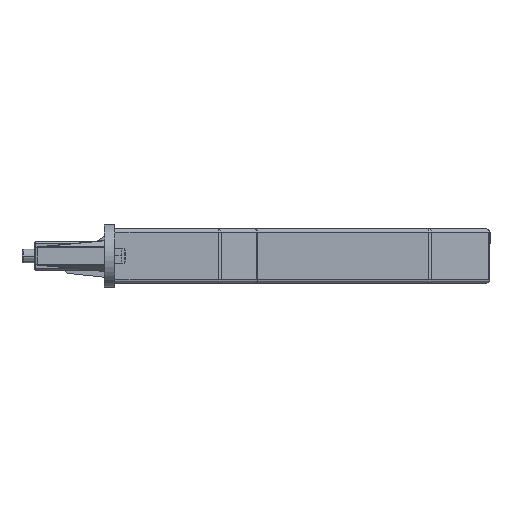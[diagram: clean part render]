
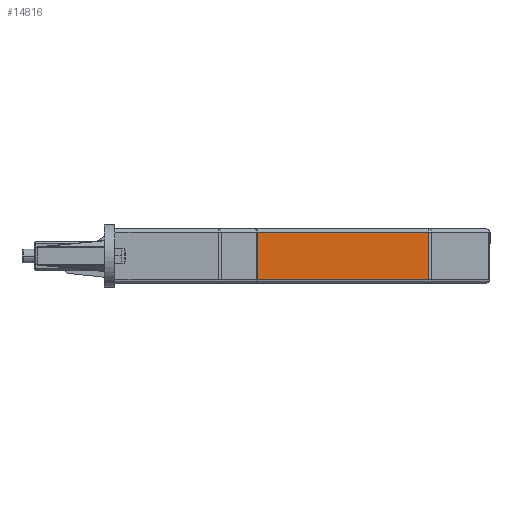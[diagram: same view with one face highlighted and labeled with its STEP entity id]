
A CAD part, front view. The second image highlights one B-rep face of the part: STEP entity #14816.
In plain terms, the highlighted face is planar.
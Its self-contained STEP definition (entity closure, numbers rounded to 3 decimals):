
#561 = EDGE_CURVE ( 'NONE', #11345, #14628, #15188, .T. ) ;
#985 = DIRECTION ( 'NONE',  ( 0., 0., -1. ) ) ;
#1200 = DIRECTION ( 'NONE',  ( 0., 0., 1. ) ) ;
#1252 = CARTESIAN_POINT ( 'NONE',  ( 14., 145.3, 12.75 ) ) ;
#1278 = AXIS2_PLACEMENT_3D ( 'NONE', #7596, #21063, #10985 ) ;
#1382 = CARTESIAN_POINT ( 'NONE',  ( 14., 145.3, -0.75 ) ) ;
#1436 = ORIENTED_EDGE ( 'NONE', *, *, #14589, .T. ) ;
#1635 = VECTOR ( 'NONE', #13040, 1000. ) ;
#2045 = ORIENTED_EDGE ( 'NONE', *, *, #3565, .T. ) ;
#2466 = CARTESIAN_POINT ( 'NONE',  ( 14., 145.3, -0.75 ) ) ;
#3237 = VERTEX_POINT ( 'NONE', #4716 ) ;
#3487 = EDGE_LOOP ( 'NONE', ( #10393, #16843 ) ) ;
#3565 = EDGE_CURVE ( 'NONE', #7944, #8773, #20311, .T. ) ;
#3791 = DIRECTION ( 'NONE',  ( 0., 0., -1. ) ) ;
#4606 = LINE ( 'NONE', #4722, #18065 ) ;
#4716 = CARTESIAN_POINT ( 'NONE',  ( 103.586, 145.3, 12.75 ) ) ;
#4722 = CARTESIAN_POINT ( 'NONE',  ( 14., 145.3, -1.75 ) ) ;
#5214 = VERTEX_POINT ( 'NONE', #1252 ) ;
#5338 = CIRCLE ( 'NONE', #12947, 1.75 ) ;
#5658 = FACE_BOUND ( 'NONE', #3487, .T. ) ;
#7483 = VECTOR ( 'NONE', #8588, 1000. ) ;
#7510 = EDGE_CURVE ( 'NONE', #5214, #3237, #15800, .T. ) ;
#7596 = CARTESIAN_POINT ( 'NONE',  ( 14., 145.3, -1.75 ) ) ;
#7819 = DIRECTION ( 'NONE',  ( 0., -1., 0. ) ) ;
#7824 = CARTESIAN_POINT ( 'NONE',  ( 44.75, 145.3, 4.25 ) ) ;
#7944 = VERTEX_POINT ( 'NONE', #19969 ) ;
#8059 = LINE ( 'NONE', #11671, #1635 ) ;
#8588 = DIRECTION ( 'NONE',  ( 1., 0., 0. ) ) ;
#8773 = VERTEX_POINT ( 'NONE', #2466 ) ;
#8939 = CARTESIAN_POINT ( 'NONE',  ( 14., 145.3, 12.75 ) ) ;
#9529 = CARTESIAN_POINT ( 'NONE',  ( 44.75, 145.3, 6. ) ) ;
#9670 = EDGE_LOOP ( 'NONE', ( #18822, #17177, #1436, #2045 ) ) ;
#9765 = CARTESIAN_POINT ( 'NONE',  ( 44.75, 145.3, 7.75 ) ) ;
#10153 = EDGE_CURVE ( 'NONE', #14628, #11345, #5338, .T. ) ;
#10393 = ORIENTED_EDGE ( 'NONE', *, *, #561, .T. ) ;
#10756 = PLANE ( 'NONE',  #1278 ) ;
#10985 = DIRECTION ( 'NONE',  ( 0., 0., 1. ) ) ;
#11345 = VERTEX_POINT ( 'NONE', #7824 ) ;
#11671 = CARTESIAN_POINT ( 'NONE',  ( 103.586, 145.3, -1.75 ) ) ;
#11951 = EDGE_CURVE ( 'NONE', #8773, #5214, #4606, .T. ) ;
#12793 = VECTOR ( 'NONE', #15204, 1000. ) ;
#12947 = AXIS2_PLACEMENT_3D ( 'NONE', #9529, #7819, #985 ) ;
#13040 = DIRECTION ( 'NONE',  ( 0., 0., -1. ) ) ;
#13778 = DIRECTION ( 'NONE',  ( 0., -1., 0. ) ) ;
#14589 = EDGE_CURVE ( 'NONE', #3237, #7944, #8059, .T. ) ;
#14628 = VERTEX_POINT ( 'NONE', #9765 ) ;
#14816 = ADVANCED_FACE ( 'NONE', ( #5658, #21174 ), #10756, .T. ) ;
#15188 = CIRCLE ( 'NONE', #20252, 1.75 ) ;
#15204 = DIRECTION ( 'NONE',  ( -1., 0., 0. ) ) ;
#15684 = CARTESIAN_POINT ( 'NONE',  ( 44.75, 145.3, 6. ) ) ;
#15800 = LINE ( 'NONE', #8939, #7483 ) ;
#16843 = ORIENTED_EDGE ( 'NONE', *, *, #10153, .T. ) ;
#17177 = ORIENTED_EDGE ( 'NONE', *, *, #7510, .T. ) ;
#18065 = VECTOR ( 'NONE', #1200, 1000. ) ;
#18822 = ORIENTED_EDGE ( 'NONE', *, *, #11951, .T. ) ;
#19969 = CARTESIAN_POINT ( 'NONE',  ( 103.586, 145.3, -0.75 ) ) ;
#20252 = AXIS2_PLACEMENT_3D ( 'NONE', #15684, #13778, #3791 ) ;
#20311 = LINE ( 'NONE', #1382, #12793 ) ;
#21063 = DIRECTION ( 'NONE',  ( 0., 1., 0. ) ) ;
#21174 = FACE_OUTER_BOUND ( 'NONE', #9670, .T. ) ;
